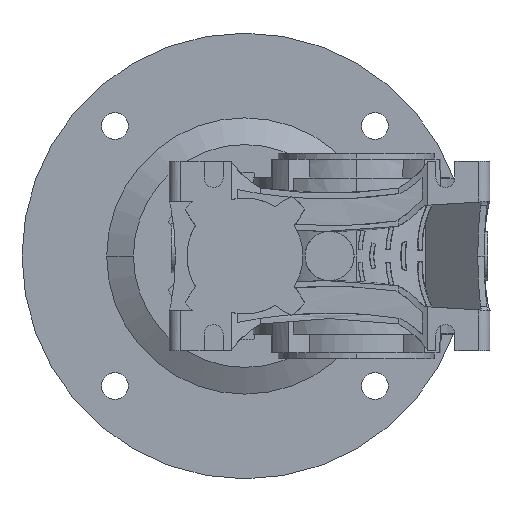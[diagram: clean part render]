
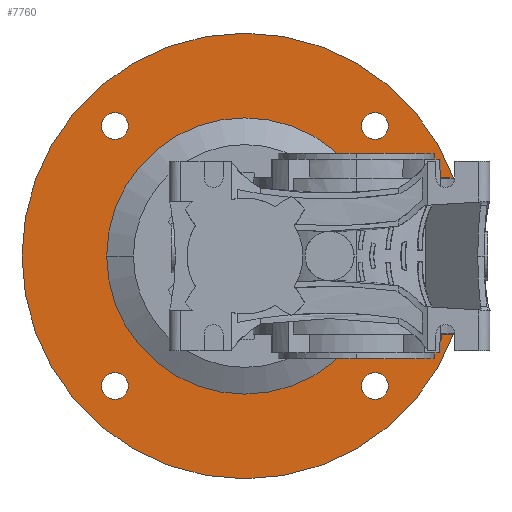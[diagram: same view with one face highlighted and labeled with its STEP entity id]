
A CAD part, left-side view. The second image highlights one B-rep face of the part: STEP entity #7760.
In plain terms, the highlighted face is planar.
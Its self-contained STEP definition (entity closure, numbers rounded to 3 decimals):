
#46 = VERTEX_POINT ( 'NONE', #16848 ) ;
#429 = CARTESIAN_POINT ( 'NONE',  ( -2.5, 0., 0. ) ) ;
#774 = AXIS2_PLACEMENT_3D ( 'NONE', #3954, #33532, #30471 ) ;
#1016 = CIRCLE ( 'NONE', #35296, 6. ) ;
#1682 = AXIS2_PLACEMENT_3D ( 'NONE', #3307, #6390, #17743 ) ;
#1696 = FACE_BOUND ( 'NONE', #10914, .T. ) ;
#3179 = CARTESIAN_POINT ( 'NONE',  ( -2.5, -62., 0. ) ) ;
#3233 = DIRECTION ( 'NONE',  ( 0., -1., 0. ) ) ;
#3307 = CARTESIAN_POINT ( 'NONE',  ( -2.5, 0., 0. ) ) ;
#3358 = CARTESIAN_POINT ( 'NONE',  ( -2.5, -52.336, 58.336 ) ) ;
#3547 = CARTESIAN_POINT ( 'NONE',  ( -2.5, 0., 0. ) ) ;
#3803 = DIRECTION ( 'NONE',  ( 0., -1., 0. ) ) ;
#3954 = CARTESIAN_POINT ( 'NONE',  ( -2.5, -58.336, -58.336 ) ) ;
#4541 = EDGE_LOOP ( 'NONE', ( #14015, #40638 ) ) ;
#5708 = AXIS2_PLACEMENT_3D ( 'NONE', #27478, #12792, #20226 ) ;
#6390 = DIRECTION ( 'NONE',  ( -1., 0., 0. ) ) ;
#7211 = CARTESIAN_POINT ( 'NONE',  ( -2.5, 0., 0. ) ) ;
#7382 = DIRECTION ( 'NONE',  ( 0., -1., 0. ) ) ;
#7522 = CARTESIAN_POINT ( 'NONE',  ( -2.5, -64.336, 58.336 ) ) ;
#7760 = ADVANCED_FACE ( 'NONE', ( #36381, #1696, #39840, #20234, #34654, #23718 ), #23697, .F. ) ;
#7949 = EDGE_LOOP ( 'NONE', ( #31692, #27779 ) ) ;
#8641 = DIRECTION ( 'NONE',  ( 1., 0., 0. ) ) ;
#9043 = EDGE_CURVE ( 'NONE', #46207, #42839, #40597, .T. ) ;
#9130 = VERTEX_POINT ( 'NONE', #24475 ) ;
#9221 = AXIS2_PLACEMENT_3D ( 'NONE', #21492, #44245, #47189 ) ;
#9327 = DIRECTION ( 'NONE',  ( 0., -1., 0. ) ) ;
#9803 = VERTEX_POINT ( 'NONE', #3358 ) ;
#10154 = CARTESIAN_POINT ( 'NONE',  ( -2.5, 52.336, 58.336 ) ) ;
#10738 = DIRECTION ( 'NONE',  ( 1., 0., 0. ) ) ;
#10914 = EDGE_LOOP ( 'NONE', ( #30168, #40673 ) ) ;
#12792 = DIRECTION ( 'NONE',  ( 1., 0., 0. ) ) ;
#13226 = CARTESIAN_POINT ( 'NONE',  ( -2.5, 58.336, 58.336 ) ) ;
#13508 = DIRECTION ( 'NONE',  ( 0., 0., 1. ) ) ;
#14015 = ORIENTED_EDGE ( 'NONE', *, *, #38916, .F. ) ;
#14987 = DIRECTION ( 'NONE',  ( -1., 0., 0. ) ) ;
#15009 = EDGE_LOOP ( 'NONE', ( #37132, #38966 ) ) ;
#15033 = CARTESIAN_POINT ( 'NONE',  ( -2.5, 64.336, -58.336 ) ) ;
#15130 = CIRCLE ( 'NONE', #9221, 6. ) ;
#15811 = AXIS2_PLACEMENT_3D ( 'NONE', #35194, #46065, #31467 ) ;
#16772 = DIRECTION ( 'NONE',  ( 1., 0., 0. ) ) ;
#16848 = CARTESIAN_POINT ( 'NONE',  ( -2.5, 52.336, -58.336 ) ) ;
#17743 = DIRECTION ( 'NONE',  ( 0., -1., 0. ) ) ;
#18318 = EDGE_CURVE ( 'NONE', #39129, #46, #42994, .T. ) ;
#19822 = CIRCLE ( 'NONE', #15811, 6. ) ;
#19974 = EDGE_CURVE ( 'NONE', #37522, #21284, #40513, .T. ) ;
#20133 = DIRECTION ( 'NONE',  ( -1., 0., 0. ) ) ;
#20226 = DIRECTION ( 'NONE',  ( 0., -1., 0. ) ) ;
#20234 = FACE_BOUND ( 'NONE', #4541, .T. ) ;
#21284 = VERTEX_POINT ( 'NONE', #38419 ) ;
#21475 = EDGE_LOOP ( 'NONE', ( #28219, #41401 ) ) ;
#21492 = CARTESIAN_POINT ( 'NONE',  ( -2.5, 58.336, -58.336 ) ) ;
#21716 = DIRECTION ( 'NONE',  ( 0., -1., 0. ) ) ;
#22735 = CARTESIAN_POINT ( 'NONE',  ( -2.5, -58.336, 58.336 ) ) ;
#23697 = PLANE ( 'NONE',  #40324 ) ;
#23718 = FACE_BOUND ( 'NONE', #21475, .T. ) ;
#23775 = CARTESIAN_POINT ( 'NONE',  ( -2.5, -64.336, -58.336 ) ) ;
#23782 = EDGE_CURVE ( 'NONE', #34188, #43210, #43720, .T. ) ;
#24475 = CARTESIAN_POINT ( 'NONE',  ( -2.5, 64.336, 58.336 ) ) ;
#24640 = AXIS2_PLACEMENT_3D ( 'NONE', #22735, #26426, #29462 ) ;
#25992 = DIRECTION ( 'NONE',  ( 1., 0., 0. ) ) ;
#26426 = DIRECTION ( 'NONE',  ( 1., 0., 0. ) ) ;
#26572 = ORIENTED_EDGE ( 'NONE', *, *, #18318, .F. ) ;
#27091 = EDGE_CURVE ( 'NONE', #42839, #46207, #46424, .T. ) ;
#27432 = EDGE_CURVE ( 'NONE', #42189, #9803, #19822, .T. ) ;
#27451 = AXIS2_PLACEMENT_3D ( 'NONE', #3547, #10738, #3233 ) ;
#27478 = CARTESIAN_POINT ( 'NONE',  ( -2.5, 58.336, 58.336 ) ) ;
#27779 = ORIENTED_EDGE ( 'NONE', *, *, #40637, .F. ) ;
#28065 = AXIS2_PLACEMENT_3D ( 'NONE', #429, #25992, #3803 ) ;
#28219 = ORIENTED_EDGE ( 'NONE', *, *, #27091, .F. ) ;
#28632 = CIRCLE ( 'NONE', #5708, 6. ) ;
#28676 = CARTESIAN_POINT ( 'NONE',  ( -2.5, -100., 0. ) ) ;
#29462 = DIRECTION ( 'NONE',  ( 0., -1., 0. ) ) ;
#30168 = ORIENTED_EDGE ( 'NONE', *, *, #41153, .F. ) ;
#30471 = DIRECTION ( 'NONE',  ( 0., -1., 0. ) ) ;
#31467 = DIRECTION ( 'NONE',  ( 0., -1., 0. ) ) ;
#31692 = ORIENTED_EDGE ( 'NONE', *, *, #27432, .F. ) ;
#32265 = CARTESIAN_POINT ( 'NONE',  ( -2.5, 62., 0. ) ) ;
#32494 = ORIENTED_EDGE ( 'NONE', *, *, #41716, .F. ) ;
#33532 = DIRECTION ( 'NONE',  ( 1., 0., 0. ) ) ;
#34188 = VERTEX_POINT ( 'NONE', #32265 ) ;
#34311 = EDGE_LOOP ( 'NONE', ( #32494, #26572 ) ) ;
#34654 = FACE_BOUND ( 'NONE', #7949, .T. ) ;
#35194 = CARTESIAN_POINT ( 'NONE',  ( -2.5, -58.336, 58.336 ) ) ;
#35243 = CARTESIAN_POINT ( 'NONE',  ( -2.5, -58.336, -58.336 ) ) ;
#35296 = AXIS2_PLACEMENT_3D ( 'NONE', #13226, #16772, #9327 ) ;
#36381 = FACE_OUTER_BOUND ( 'NONE', #15009, .T. ) ;
#37132 = ORIENTED_EDGE ( 'NONE', *, *, #19974, .F. ) ;
#37406 = CIRCLE ( 'NONE', #1682, 100. ) ;
#37522 = VERTEX_POINT ( 'NONE', #28676 ) ;
#37527 = EDGE_CURVE ( 'NONE', #21284, #37522, #37406, .T. ) ;
#37647 = CIRCLE ( 'NONE', #27451, 62. ) ;
#37751 = CIRCLE ( 'NONE', #24640, 6. ) ;
#38419 = CARTESIAN_POINT ( 'NONE',  ( -2.5, 100., 0. ) ) ;
#38916 = EDGE_CURVE ( 'NONE', #44274, #9130, #28632, .T. ) ;
#38966 = ORIENTED_EDGE ( 'NONE', *, *, #37527, .F. ) ;
#39129 = VERTEX_POINT ( 'NONE', #15033 ) ;
#39840 = FACE_BOUND ( 'NONE', #34311, .T. ) ;
#40311 = CARTESIAN_POINT ( 'NONE',  ( -2.5, 58.336, -58.336 ) ) ;
#40324 = AXIS2_PLACEMENT_3D ( 'NONE', #42219, #20133, #13508 ) ;
#40464 = DIRECTION ( 'NONE',  ( 1., 0., 0. ) ) ;
#40513 = CIRCLE ( 'NONE', #41874, 100. ) ;
#40531 = AXIS2_PLACEMENT_3D ( 'NONE', #35243, #8641, #21716 ) ;
#40597 = CIRCLE ( 'NONE', #774, 6. ) ;
#40637 = EDGE_CURVE ( 'NONE', #9803, #42189, #37751, .T. ) ;
#40638 = ORIENTED_EDGE ( 'NONE', *, *, #45181, .F. ) ;
#40673 = ORIENTED_EDGE ( 'NONE', *, *, #23782, .F. ) ;
#41153 = EDGE_CURVE ( 'NONE', #43210, #34188, #37647, .T. ) ;
#41401 = ORIENTED_EDGE ( 'NONE', *, *, #9043, .F. ) ;
#41716 = EDGE_CURVE ( 'NONE', #46, #39129, #15130, .T. ) ;
#41874 = AXIS2_PLACEMENT_3D ( 'NONE', #7211, #14987, #7382 ) ;
#42189 = VERTEX_POINT ( 'NONE', #7522 ) ;
#42219 = CARTESIAN_POINT ( 'NONE',  ( -2.5, -101.2, -101.2 ) ) ;
#42839 = VERTEX_POINT ( 'NONE', #23775 ) ;
#42994 = CIRCLE ( 'NONE', #43449, 6. ) ;
#43210 = VERTEX_POINT ( 'NONE', #3179 ) ;
#43449 = AXIS2_PLACEMENT_3D ( 'NONE', #40311, #40464, #44200 ) ;
#43720 = CIRCLE ( 'NONE', #28065, 62. ) ;
#44200 = DIRECTION ( 'NONE',  ( 0., -1., 0. ) ) ;
#44245 = DIRECTION ( 'NONE',  ( 1., 0., 0. ) ) ;
#44274 = VERTEX_POINT ( 'NONE', #10154 ) ;
#44290 = CARTESIAN_POINT ( 'NONE',  ( -2.5, -52.336, -58.336 ) ) ;
#45181 = EDGE_CURVE ( 'NONE', #9130, #44274, #1016, .T. ) ;
#46065 = DIRECTION ( 'NONE',  ( 1., 0., 0. ) ) ;
#46207 = VERTEX_POINT ( 'NONE', #44290 ) ;
#46424 = CIRCLE ( 'NONE', #40531, 6. ) ;
#47189 = DIRECTION ( 'NONE',  ( 0., -1., 0. ) ) ;
